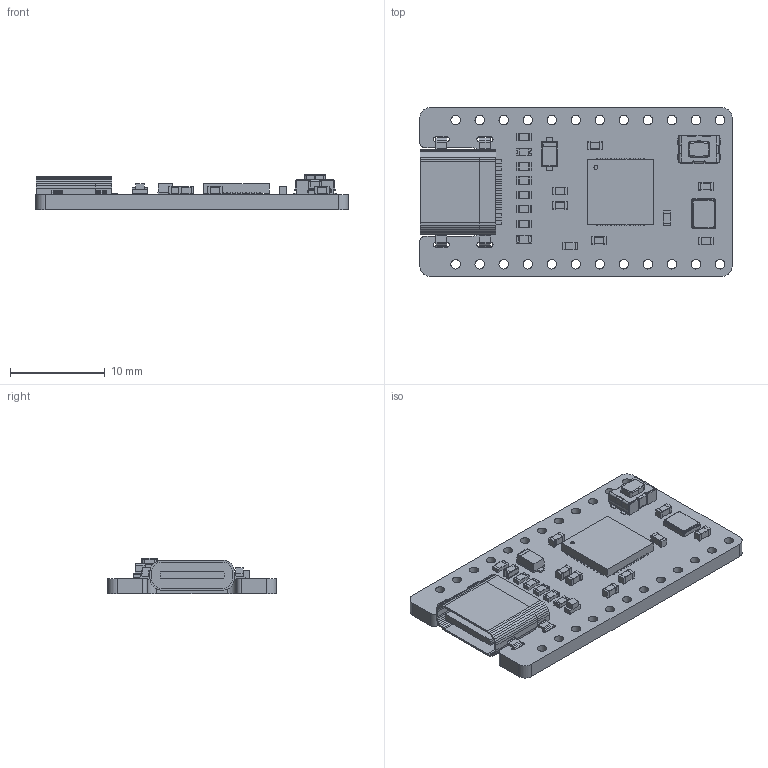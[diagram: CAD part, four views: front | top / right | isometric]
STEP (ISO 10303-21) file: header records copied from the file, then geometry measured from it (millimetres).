
FILE_DESCRIPTION(('KiCad electronic assembly'),'2;1');
FILE_NAME('pro-micro-c.step','2020-12-13T18:16:26',('An Author'),( 'A Company'),'Open CASCADE STEP processor 6.9', 'KiCad to STEP converter','Unknown');
FILE_SCHEMA(('AUTOMOTIVE_DESIGN { 1 0 10303 214 1 1 1 1 }'));
Length unit declared in the file: millimetre
Products named in the file (20): Open CASCADE STEP translator 6.9 1; TYPE-C-31-M-14; COMPOUND; Crystal_SMD_3225-4Pin_3.2x2.5mm; SOLID; D_SOD-123F; CK-KMR2; LED_0603_1608Metric; QFN-44-1EP_7x7mm_P0.5mm_EP5.2x5.2mm; R_0603_1608Metric; 06030-ptc; C_0603_1608Metric
Assembly tree (31 placements, depth 3):
  Open CASCADE STEP translator 6.9 1
    TYPE-C-31-M-14
      COMPOUND
    Crystal_SMD_3225-4Pin_3.2x2.5mm
      SOLID
    D_SOD-123F
      SOLID
    CK-KMR2
      COMPOUND
    LED_0603_1608Metric
      SOLID
    QFN-44-1EP_7x7mm_P0.5mm_EP5.2x5.2mm
      SOLID
    R_0603_1608Metric  x6
      SOLID
    06030-ptc
      SOLID
    C_0603_1608Metric  x8
      SOLID
    COMPOUND
Bounding box: 33 x 17.8 x 3.75 mm (x, y, z)
Volume: 1020.1 mm3; surface area: 2519.4 mm2
Topology: 48 solids, 48 shells, 1347 faces, 3626 edges, 2396 vertices
Faces by surface type: plane 1073, cylinder 252, bspline 16, cone 6
Full cylindrical faces by diameter (mm): 0.4 x1, 0.5 x2, 0.65 x2, 1 x24
Entity records: 74113 total; most frequent: CARTESIAN_POINT 12941, DIRECTION 10464, LINE 7754, VECTOR 7754, ORIENTED_EDGE 5564, PCURVE 5564, DEFINITIONAL_REPRESENTATION 5564, EDGE_CURVE 2782
